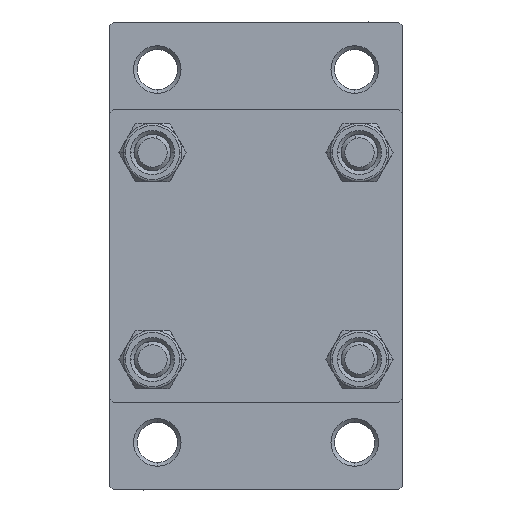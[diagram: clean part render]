
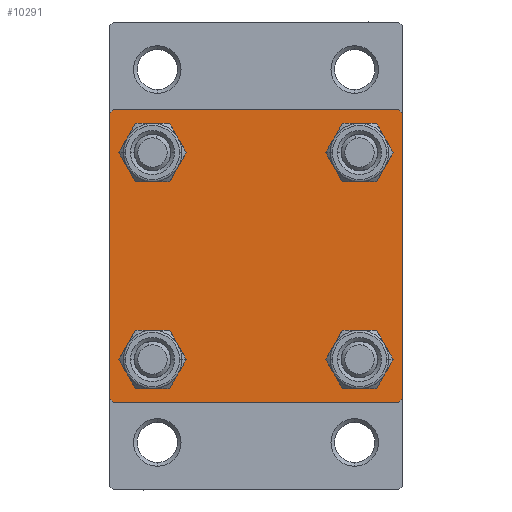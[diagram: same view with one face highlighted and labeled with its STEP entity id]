
A CAD part, left-side view. The second image highlights one B-rep face of the part: STEP entity #10291.
In plain terms, the highlighted planar face has unit normal (-1, 0, 0).
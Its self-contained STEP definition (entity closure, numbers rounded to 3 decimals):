
#221 = CIRCLE ( 'NONE', #24673, 3. ) ;
#1051 = CIRCLE ( 'NONE', #12457, 3. ) ;
#1318 = VERTEX_POINT ( 'NONE', #20510 ) ;
#2079 = EDGE_CURVE ( 'NONE', #1318, #36756, #46605, .T. ) ;
#2231 = EDGE_CURVE ( 'NONE', #35630, #38377, #11057, .T. ) ;
#2715 = VERTEX_POINT ( 'NONE', #36262 ) ;
#2776 = LINE ( 'NONE', #39609, #20334 ) ;
#3277 = CARTESIAN_POINT ( 'NONE',  ( 0., 14.15, 14.15 ) ) ;
#3583 = CARTESIAN_POINT ( 'NONE',  ( 0., 20., 19.5 ) ) ;
#3730 = FACE_BOUND ( 'NONE', #30534, .T. ) ;
#3768 = CARTESIAN_POINT ( 'NONE',  ( 0., 20., -19.5 ) ) ;
#3774 = DIRECTION ( 'NONE',  ( 1., 0., 0. ) ) ;
#3885 = DIRECTION ( 'NONE',  ( 0., 0.707, -0.707 ) ) ;
#4079 = VECTOR ( 'NONE', #25234, 1000. ) ;
#4106 = ORIENTED_EDGE ( 'NONE', *, *, #34603, .F. ) ;
#4201 = PLANE ( 'NONE',  #23057 ) ;
#4445 = CARTESIAN_POINT ( 'NONE',  ( 0., 14.15, 11.15 ) ) ;
#5432 = EDGE_LOOP ( 'NONE', ( #17784, #42737, #29117, #44487, #23794, #24984, #4106, #14609 ) ) ;
#5579 = DIRECTION ( 'NONE',  ( 1., 0., 0. ) ) ;
#5784 = CARTESIAN_POINT ( 'NONE',  ( 0., -19.75, -19.75 ) ) ;
#6382 = ORIENTED_EDGE ( 'NONE', *, *, #27572, .T. ) ;
#6834 = DIRECTION ( 'NONE',  ( 0., 0., -1. ) ) ;
#7001 = CARTESIAN_POINT ( 'NONE',  ( 0., -14.15, -14.15 ) ) ;
#8780 = VERTEX_POINT ( 'NONE', #9030 ) ;
#9028 = AXIS2_PLACEMENT_3D ( 'NONE', #34075, #5579, #34773 ) ;
#9030 = CARTESIAN_POINT ( 'NONE',  ( 0., 14.15, -11.15 ) ) ;
#9271 = CARTESIAN_POINT ( 'NONE',  ( 0., -14.15, 17.15 ) ) ;
#9327 = LINE ( 'NONE', #28001, #39108 ) ;
#9465 = CARTESIAN_POINT ( 'NONE',  ( 0., -14.15, -11.15 ) ) ;
#9726 = VERTEX_POINT ( 'NONE', #32017 ) ;
#10095 = CIRCLE ( 'NONE', #36114, 3. ) ;
#10282 = EDGE_CURVE ( 'NONE', #36756, #1318, #20748, .T. ) ;
#10291 = ADVANCED_FACE ( 'NONE', ( #25265, #39857, #3730, #21918, #11841 ), #4201, .T. ) ;
#10682 = VERTEX_POINT ( 'NONE', #23513 ) ;
#10702 = EDGE_CURVE ( 'NONE', #8780, #25035, #10095, .T. ) ;
#11057 = LINE ( 'NONE', #25657, #19082 ) ;
#11117 = VERTEX_POINT ( 'NONE', #4445 ) ;
#11271 = VERTEX_POINT ( 'NONE', #28103 ) ;
#11368 = CARTESIAN_POINT ( 'NONE',  ( 0., 0., 0. ) ) ;
#11597 = DIRECTION ( 'NONE',  ( 0., 0., 1. ) ) ;
#11834 = DIRECTION ( 'NONE',  ( 0., 0., 1. ) ) ;
#11841 = FACE_OUTER_BOUND ( 'NONE', #5432, .T. ) ;
#12068 = DIRECTION ( 'NONE',  ( 1., 0., 0. ) ) ;
#12343 = AXIS2_PLACEMENT_3D ( 'NONE', #36518, #32463, #47031 ) ;
#12457 = AXIS2_PLACEMENT_3D ( 'NONE', #26934, #15907, #27882 ) ;
#12716 = CARTESIAN_POINT ( 'NONE',  ( 0., 14.15, -14.15 ) ) ;
#12881 = EDGE_LOOP ( 'NONE', ( #46022, #16867 ) ) ;
#13415 = LINE ( 'NONE', #5784, #43184 ) ;
#13579 = CARTESIAN_POINT ( 'NONE',  ( 0., 14.15, 14.15 ) ) ;
#14491 = DIRECTION ( 'NONE',  ( 0., 0., 1. ) ) ;
#14609 = ORIENTED_EDGE ( 'NONE', *, *, #2231, .T. ) ;
#15907 = DIRECTION ( 'NONE',  ( 1., 0., 0. ) ) ;
#16049 = VECTOR ( 'NONE', #24001, 1000. ) ;
#16395 = LINE ( 'NONE', #37968, #26365 ) ;
#16658 = CIRCLE ( 'NONE', #9028, 3. ) ;
#16758 = DIRECTION ( 'NONE',  ( 0., -0.707, 0.707 ) ) ;
#16867 = ORIENTED_EDGE ( 'NONE', *, *, #31591, .T. ) ;
#17363 = VERTEX_POINT ( 'NONE', #32558 ) ;
#17566 = CARTESIAN_POINT ( 'NONE',  ( 0., 20., -20. ) ) ;
#17784 = ORIENTED_EDGE ( 'NONE', *, *, #24061, .T. ) ;
#17834 = EDGE_CURVE ( 'NONE', #39786, #10682, #16395, .T. ) ;
#19007 = CARTESIAN_POINT ( 'NONE',  ( 0., -14.15, 14.15 ) ) ;
#19082 = VECTOR ( 'NONE', #3885, 1000. ) ;
#20334 = VECTOR ( 'NONE', #6834, 1000. ) ;
#20510 = CARTESIAN_POINT ( 'NONE',  ( 0., -14.15, -17.15 ) ) ;
#20630 = DIRECTION ( 'NONE',  ( 1., 0., 0. ) ) ;
#20748 = CIRCLE ( 'NONE', #12343, 3. ) ;
#21528 = EDGE_CURVE ( 'NONE', #9726, #29362, #13415, .T. ) ;
#21858 = ORIENTED_EDGE ( 'NONE', *, *, #2079, .T. ) ;
#21918 = FACE_BOUND ( 'NONE', #12881, .T. ) ;
#22415 = CARTESIAN_POINT ( 'NONE',  ( 0., -20., 20. ) ) ;
#22651 = DIRECTION ( 'NONE',  ( 0., 0., -1. ) ) ;
#23057 = AXIS2_PLACEMENT_3D ( 'NONE', #11368, #41505, #11597 ) ;
#23513 = CARTESIAN_POINT ( 'NONE',  ( 0., 19.5, -20. ) ) ;
#23674 = ORIENTED_EDGE ( 'NONE', *, *, #10282, .T. ) ;
#23794 = ORIENTED_EDGE ( 'NONE', *, *, #44940, .F. ) ;
#24001 = DIRECTION ( 'NONE',  ( 0., -1., 0. ) ) ;
#24061 = EDGE_CURVE ( 'NONE', #38377, #39786, #2776, .T. ) ;
#24673 = AXIS2_PLACEMENT_3D ( 'NONE', #3277, #32003, #14491 ) ;
#24984 = ORIENTED_EDGE ( 'NONE', *, *, #38262, .T. ) ;
#25007 = LINE ( 'NONE', #17566, #4079 ) ;
#25035 = VERTEX_POINT ( 'NONE', #36035 ) ;
#25234 = DIRECTION ( 'NONE',  ( 0., -1., 0. ) ) ;
#25265 = FACE_BOUND ( 'NONE', #25282, .T. ) ;
#25282 = EDGE_LOOP ( 'NONE', ( #6382, #43977 ) ) ;
#25657 = CARTESIAN_POINT ( 'NONE',  ( 0., 19.75, 19.75 ) ) ;
#25985 = AXIS2_PLACEMENT_3D ( 'NONE', #7001, #20630, #28557 ) ;
#26365 = VECTOR ( 'NONE', #31034, 1000. ) ;
#26934 = CARTESIAN_POINT ( 'NONE',  ( 0., -14.15, 14.15 ) ) ;
#27572 = EDGE_CURVE ( 'NONE', #35769, #27974, #31908, .T. ) ;
#27882 = DIRECTION ( 'NONE',  ( 0., 0., 1. ) ) ;
#27974 = VERTEX_POINT ( 'NONE', #34924 ) ;
#28001 = CARTESIAN_POINT ( 'NONE',  ( 0., -19.75, 19.75 ) ) ;
#28103 = CARTESIAN_POINT ( 'NONE',  ( 0., -20., 19.5 ) ) ;
#28557 = DIRECTION ( 'NONE',  ( 0., 0., 1. ) ) ;
#29117 = ORIENTED_EDGE ( 'NONE', *, *, #46009, .T. ) ;
#29362 = VERTEX_POINT ( 'NONE', #37465 ) ;
#29627 = DIRECTION ( 'NONE',  ( 0., 0., 1. ) ) ;
#29755 = CIRCLE ( 'NONE', #38878, 3. ) ;
#29765 = EDGE_CURVE ( 'NONE', #25035, #8780, #16658, .T. ) ;
#30534 = EDGE_LOOP ( 'NONE', ( #45114, #39322 ) ) ;
#31034 = DIRECTION ( 'NONE',  ( 0., -0.707, -0.707 ) ) ;
#31591 = EDGE_CURVE ( 'NONE', #11117, #2715, #29755, .T. ) ;
#31908 = CIRCLE ( 'NONE', #40323, 3. ) ;
#32003 = DIRECTION ( 'NONE',  ( 1., 0., 0. ) ) ;
#32017 = CARTESIAN_POINT ( 'NONE',  ( 0., -19.5, -20. ) ) ;
#32463 = DIRECTION ( 'NONE',  ( 1., 0., 0. ) ) ;
#32558 = CARTESIAN_POINT ( 'NONE',  ( 0., -19.5, 20. ) ) ;
#34075 = CARTESIAN_POINT ( 'NONE',  ( 0., 14.15, -14.15 ) ) ;
#34603 = EDGE_CURVE ( 'NONE', #35630, #17363, #45275, .T. ) ;
#34651 = EDGE_LOOP ( 'NONE', ( #23674, #21858 ) ) ;
#34773 = DIRECTION ( 'NONE',  ( 0., 0., 1. ) ) ;
#34924 = CARTESIAN_POINT ( 'NONE',  ( 0., -14.15, 11.15 ) ) ;
#34987 = DIRECTION ( 'NONE',  ( 0., 0., 1. ) ) ;
#35004 = CARTESIAN_POINT ( 'NONE',  ( 0., 20., 20. ) ) ;
#35423 = CARTESIAN_POINT ( 'NONE',  ( 0., 19.5, 20. ) ) ;
#35630 = VERTEX_POINT ( 'NONE', #35423 ) ;
#35769 = VERTEX_POINT ( 'NONE', #9271 ) ;
#36035 = CARTESIAN_POINT ( 'NONE',  ( 0., 14.15, -17.15 ) ) ;
#36114 = AXIS2_PLACEMENT_3D ( 'NONE', #12716, #42615, #34987 ) ;
#36262 = CARTESIAN_POINT ( 'NONE',  ( 0., 14.15, 17.15 ) ) ;
#36518 = CARTESIAN_POINT ( 'NONE',  ( 0., -14.15, -14.15 ) ) ;
#36756 = VERTEX_POINT ( 'NONE', #9465 ) ;
#37465 = CARTESIAN_POINT ( 'NONE',  ( 0., -20., -19.5 ) ) ;
#37968 = CARTESIAN_POINT ( 'NONE',  ( 0., 19.75, -19.75 ) ) ;
#38262 = EDGE_CURVE ( 'NONE', #11271, #17363, #9327, .T. ) ;
#38377 = VERTEX_POINT ( 'NONE', #3583 ) ;
#38878 = AXIS2_PLACEMENT_3D ( 'NONE', #13579, #3774, #29627 ) ;
#39108 = VECTOR ( 'NONE', #39234, 1000. ) ;
#39234 = DIRECTION ( 'NONE',  ( 0., 0.707, 0.707 ) ) ;
#39322 = ORIENTED_EDGE ( 'NONE', *, *, #29765, .T. ) ;
#39609 = CARTESIAN_POINT ( 'NONE',  ( 0., 20., 20. ) ) ;
#39786 = VERTEX_POINT ( 'NONE', #3768 ) ;
#39857 = FACE_BOUND ( 'NONE', #34651, .T. ) ;
#40323 = AXIS2_PLACEMENT_3D ( 'NONE', #19007, #12068, #11834 ) ;
#40351 = LINE ( 'NONE', #22415, #42276 ) ;
#41505 = DIRECTION ( 'NONE',  ( -1., 0., 0. ) ) ;
#42276 = VECTOR ( 'NONE', #22651, 1000. ) ;
#42615 = DIRECTION ( 'NONE',  ( 1., 0., 0. ) ) ;
#42737 = ORIENTED_EDGE ( 'NONE', *, *, #17834, .T. ) ;
#43184 = VECTOR ( 'NONE', #16758, 1000. ) ;
#43977 = ORIENTED_EDGE ( 'NONE', *, *, #44961, .T. ) ;
#44042 = EDGE_CURVE ( 'NONE', #2715, #11117, #221, .T. ) ;
#44487 = ORIENTED_EDGE ( 'NONE', *, *, #21528, .T. ) ;
#44940 = EDGE_CURVE ( 'NONE', #11271, #29362, #40351, .T. ) ;
#44961 = EDGE_CURVE ( 'NONE', #27974, #35769, #1051, .T. ) ;
#45114 = ORIENTED_EDGE ( 'NONE', *, *, #10702, .T. ) ;
#45275 = LINE ( 'NONE', #35004, #16049 ) ;
#46009 = EDGE_CURVE ( 'NONE', #10682, #9726, #25007, .T. ) ;
#46022 = ORIENTED_EDGE ( 'NONE', *, *, #44042, .T. ) ;
#46605 = CIRCLE ( 'NONE', #25985, 3. ) ;
#47031 = DIRECTION ( 'NONE',  ( 0., 0., 1. ) ) ;
